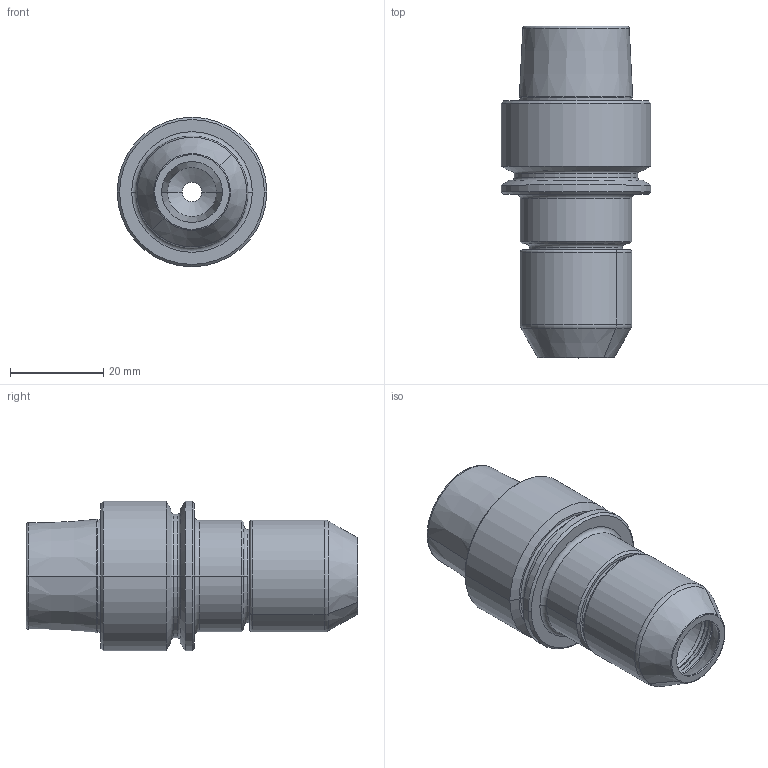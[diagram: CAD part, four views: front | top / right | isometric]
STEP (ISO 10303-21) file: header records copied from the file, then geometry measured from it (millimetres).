
FILE_DESCRIPTION(('HOOPS Exchange Step'),'2;1');
FILE_NAME('export-F43BE0B9-EE20-466E-9F38-3AE4E80EFFD7.stp','2024-08-12T09:33:52+02:00',('Engineering'),('Alibre'),'HOOPS Exchange 2023.0','Alibre','Unknown authorisation');
FILE_SCHEMA( ('AP242_MANAGED_MODEL_BASED_3D_ENGINEERING_MIM_LF {1 0 10303 442 1 1 4 }') );
Length unit declared in the file: millimetre
Products named in the file (3): 1800-1 HSK-E32 MRM 16 x 055H Toolholder + Balanced Nut; 1800-2 HSK-E32 MRM 16 x 055H Toolholder + MRM16 Balanced Nut; 1800 HSK-E32 MRM 16 x 055H Toolholder + Balanced Nut
Assembly tree (2 placements, depth 2):
  1800 HSK-E32 MRM 16 x 055H Toolholder + Balanced Nut
    1800-1 HSK-E32 MRM 16 x 055H Toolholder + Balanced Nut
    1800-2 HSK-E32 MRM 16 x 055H Toolholder + MRM16 Balanced Nut
Bounding box: 32 x 71 x 32 mm (x, y, z)
Volume: 24982.4 mm3; surface area: 12822.8 mm2
Topology: 2 solids, 2 shells, 132 faces, 264 edges, 144 vertices
Faces by surface type: cylinder 42, torus 42, cone 36, plane 12
Entity records: 3563 total; most frequent: DIRECTION 726, CARTESIAN_POINT 546, ORIENTED_EDGE 528, AXIS2_PLACEMENT_3D 324, EDGE_CURVE 264, CIRCLE 186, VERTEX_POINT 144, EDGE_LOOP 144
